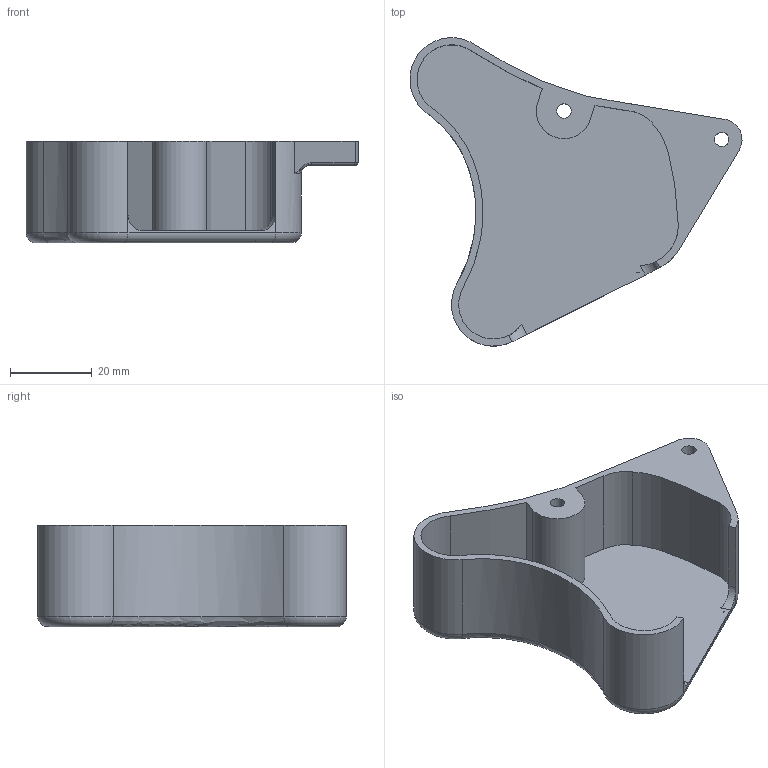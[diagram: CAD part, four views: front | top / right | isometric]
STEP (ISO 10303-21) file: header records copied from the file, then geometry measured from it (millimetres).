
FILE_DESCRIPTION(/* description */ (''),/* implementation_level */ '2;1');
FILE_NAME(/* name */ 'Left Rear Button Cover.step',/* time_stamp */ '2020-02-14T09:36:27-06:00',/* author */ (''),/* organization */ (''),/* preprocessor_version */ 'ST-DEVELOPER v18',/* originating_system */ 'Autodesk Translation Framework v8.12.0.6',/* authorisation */ '');
FILE_SCHEMA (('AUTOMOTIVE_DESIGN { 1 0 10303 214 3 1 1 }'));
Length unit declared in the file: millimetre
Products named in the file (1): Rear Cover Left
Bounding box: 81.45 x 75.64 x 25 mm (x, y, z)
Volume: 18848 mm3; surface area: 16408.4 mm2
Topology: 1 solids, 1 shells, 66 faces, 171 edges, 105 vertices
Faces by surface type: bspline 23, cylinder 21, plane 14, torus 8
Full cylindrical faces by diameter (mm): 3.5 x2
Entity records: 3047 total; most frequent: CARTESIAN_POINT 1542, ORIENTED_EDGE 338, DIRECTION 254, EDGE_CURVE 169, VERTEX_POINT 105, AXIS2_PLACEMENT_3D 98, EDGE_LOOP 72, FACE_OUTER_BOUND 66
